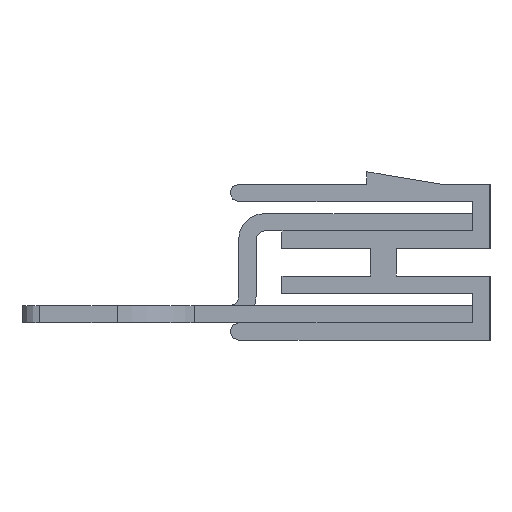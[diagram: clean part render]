
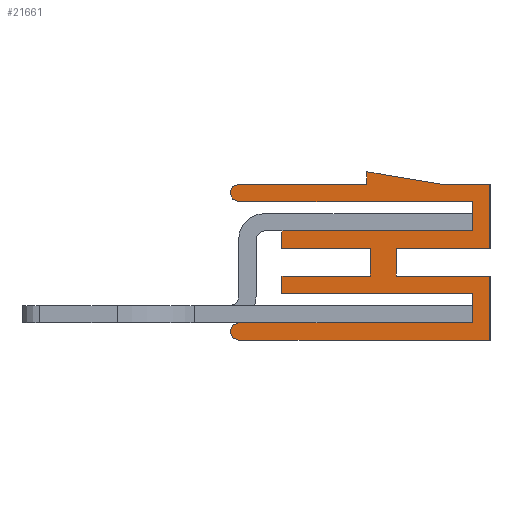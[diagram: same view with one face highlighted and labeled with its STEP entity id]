
A CAD part, left-side view. The second image highlights one B-rep face of the part: STEP entity #21661.
In plain terms, the highlighted planar face has unit normal (-1, 0, 0).
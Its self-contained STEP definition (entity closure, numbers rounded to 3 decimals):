
#14=CARTESIAN_POINT('',(-500.,7.6,3.197));
#15=DIRECTION('',(1.,0.,0.));
#16=DIRECTION('',(0.,0.,-1.));
#17=AXIS2_PLACEMENT_3D('',#14,#15,#16);
#19=DIRECTION('',(0.,-0.986,-0.164));
#20=VECTOR('',#19,4.362);
#21=CARTESIAN_POINT('',(-500.,0.2,4.414));
#22=LINE('',#21,#20);
#23=CARTESIAN_POINT('',(-500.,7.6,-4.8));
#24=DIRECTION('',(1.,0.,0.));
#25=DIRECTION('',(0.,0.,-1.));
#26=AXIS2_PLACEMENT_3D('',#23,#24,#25);
#608=DIRECTION('',(0.,1.,0.));
#609=VECTOR('',#608,13.5);
#610=CARTESIAN_POINT('',(-500.,-5.9,-4.3));
#611=LINE('',#610,#609);
#632=DIRECTION('',(0.,0.,-1.));
#633=VECTOR('',#632,1.7);
#634=CARTESIAN_POINT('',(-500.,-5.9,-2.6));
#635=LINE('',#634,#633);
#3038=DIRECTION('',(0.,-1.,0.));
#3039=VECTOR('',#3038,7.6);
#3040=CARTESIAN_POINT('',(-500.,7.6,-5.3));
#3041=LINE('',#3040,#3039);
#3046=DIRECTION('',(0.,-1.,0.));
#3047=VECTOR('',#3046,6.9);
#3048=CARTESIAN_POINT('',(-500.,0.,-5.3));
#3049=LINE('',#3048,#3047);
#3054=DIRECTION('',(0.,0.,1.));
#3055=VECTOR('',#3054,3.7);
#3056=CARTESIAN_POINT('',(-500.,-6.9,-5.3));
#3057=LINE('',#3056,#3055);
#3062=DIRECTION('',(0.,1.,0.));
#3063=VECTOR('',#3062,5.4);
#3064=CARTESIAN_POINT('',(-500.,-6.9,-1.6));
#3065=LINE('',#3064,#3063);
#3070=DIRECTION('',(0.,0.,1.));
#3071=VECTOR('',#3070,1.6);
#3072=CARTESIAN_POINT('',(-500.,-1.5,-1.6));
#3073=LINE('',#3072,#3071);
#3078=DIRECTION('',(0.,-1.,0.));
#3079=VECTOR('',#3078,5.4);
#3080=CARTESIAN_POINT('',(-500.,-1.5,0.));
#3081=LINE('',#3080,#3079);
#3086=DIRECTION('',(0.,0.,1.));
#3087=VECTOR('',#3086,3.697);
#3088=CARTESIAN_POINT('',(-500.,-6.9,0.));
#3089=LINE('',#3088,#3087);
#3094=DIRECTION('',(0.,1.,0.));
#3095=VECTOR('',#3094,2.797);
#3096=CARTESIAN_POINT('',(-500.,-6.9,3.697));
#3097=LINE('',#3096,#3095);
#3106=DIRECTION('',(0.,0.,-1.));
#3107=VECTOR('',#3106,0.717);
#3108=CARTESIAN_POINT('',(-500.,0.2,4.414));
#3109=LINE('',#3108,#3107);
#3114=DIRECTION('',(0.,1.,0.));
#3115=VECTOR('',#3114,7.4);
#3116=CARTESIAN_POINT('',(-500.,0.2,3.697));
#3117=LINE('',#3116,#3115);
#3126=DIRECTION('',(0.,-1.,0.));
#3127=VECTOR('',#3126,13.5);
#3128=CARTESIAN_POINT('',(-500.,7.6,2.697));
#3129=LINE('',#3128,#3127);
#3146=DIRECTION('',(0.,0.,-1.));
#3147=VECTOR('',#3146,1.697);
#3148=CARTESIAN_POINT('',(-500.,-5.9,2.697));
#3149=LINE('',#3148,#3147);
#3600=DIRECTION('',(0.,1.,0.));
#3601=VECTOR('',#3600,11.);
#3602=CARTESIAN_POINT('',(-500.,-5.9,1.));
#3603=LINE('',#3602,#3601);
#4270=DIRECTION('',(0.,0.,-1.));
#4271=VECTOR('',#4270,1.);
#4272=CARTESIAN_POINT('',(-500.,5.1,1.));
#4273=LINE('',#4272,#4271);
#4486=DIRECTION('',(0.,-1.,0.));
#4487=VECTOR('',#4486,5.1);
#4488=CARTESIAN_POINT('',(-500.,5.1,0.));
#4489=LINE('',#4488,#4487);
#4494=DIRECTION('',(0.,0.,-1.));
#4495=VECTOR('',#4494,1.6);
#4496=CARTESIAN_POINT('',(-500.,0.,0.));
#4497=LINE('',#4496,#4495);
#4502=DIRECTION('',(0.,1.,0.));
#4503=VECTOR('',#4502,5.1);
#4504=CARTESIAN_POINT('',(-500.,0.,-1.6));
#4505=LINE('',#4504,#4503);
#4510=DIRECTION('',(0.,0.,-1.));
#4511=VECTOR('',#4510,1.);
#4512=CARTESIAN_POINT('',(-500.,5.1,-1.6));
#4513=LINE('',#4512,#4511);
#4518=DIRECTION('',(0.,-1.,0.));
#4519=VECTOR('',#4518,11.);
#4520=CARTESIAN_POINT('',(-500.,5.1,-2.6));
#4521=LINE('',#4520,#4519);
#16558=CARTESIAN_POINT('',(-500.,-5.9,-4.3));
#16559=CARTESIAN_POINT('',(-500.,7.6,-4.3));
#16560=VERTEX_POINT('',#16558);
#16561=VERTEX_POINT('',#16559);
#16562=CARTESIAN_POINT('',(-500.,-5.9,-2.6));
#16563=VERTEX_POINT('',#16562);
#16564=CARTESIAN_POINT('',(-500.,5.1,-2.6));
#16565=VERTEX_POINT('',#16564);
#16566=CARTESIAN_POINT('',(-500.,5.1,-1.6));
#16567=VERTEX_POINT('',#16566);
#16568=CARTESIAN_POINT('',(-500.,0.,-1.6));
#16569=VERTEX_POINT('',#16568);
#16570=CARTESIAN_POINT('',(-500.,0.,0.));
#16571=VERTEX_POINT('',#16570);
#16572=CARTESIAN_POINT('',(-500.,5.1,0.));
#16573=VERTEX_POINT('',#16572);
#16574=CARTESIAN_POINT('',(-500.,5.1,1.));
#16575=VERTEX_POINT('',#16574);
#16576=CARTESIAN_POINT('',(-500.,-5.9,1.));
#16577=VERTEX_POINT('',#16576);
#16578=CARTESIAN_POINT('',(-500.,-5.9,2.697));
#16579=VERTEX_POINT('',#16578);
#16580=CARTESIAN_POINT('',(-500.,7.6,2.697));
#16581=VERTEX_POINT('',#16580);
#16582=CARTESIAN_POINT('',(-500.,7.6,3.697));
#16583=VERTEX_POINT('',#16582);
#16584=CARTESIAN_POINT('',(-500.,0.2,3.697));
#16585=VERTEX_POINT('',#16584);
#16586=CARTESIAN_POINT('',(-500.,0.2,4.414));
#16587=VERTEX_POINT('',#16586);
#16588=CARTESIAN_POINT('',(-500.,-4.103,3.697));
#16589=VERTEX_POINT('',#16588);
#16590=CARTESIAN_POINT('',(-500.,-6.9,3.697));
#16591=VERTEX_POINT('',#16590);
#16592=CARTESIAN_POINT('',(-500.,-6.9,0.));
#16593=VERTEX_POINT('',#16592);
#16594=CARTESIAN_POINT('',(-500.,-1.5,0.));
#16595=VERTEX_POINT('',#16594);
#16596=CARTESIAN_POINT('',(-500.,-1.5,-1.6));
#16597=VERTEX_POINT('',#16596);
#16598=CARTESIAN_POINT('',(-500.,-6.9,-1.6));
#16599=VERTEX_POINT('',#16598);
#16600=CARTESIAN_POINT('',(-500.,-6.9,-5.3));
#16601=VERTEX_POINT('',#16600);
#16602=CARTESIAN_POINT('',(-500.,0.,-5.3));
#16603=VERTEX_POINT('',#16602);
#16604=CARTESIAN_POINT('',(-500.,7.6,-5.3));
#16605=VERTEX_POINT('',#16604);
#21606=CARTESIAN_POINT('',(-500.,0.603,-0.443));
#21607=DIRECTION('',(1.,0.,0.));
#21608=DIRECTION('',(0.,0.,-1.));
#21609=AXIS2_PLACEMENT_3D('',#21606,#21607,#21608);
#21610=PLANE('',#21609);
#21612=ORIENTED_EDGE('',*,*,#21611,.F.);
#21614=ORIENTED_EDGE('',*,*,#21613,.F.);
#21616=ORIENTED_EDGE('',*,*,#21615,.F.);
#21618=ORIENTED_EDGE('',*,*,#21617,.F.);
#21620=ORIENTED_EDGE('',*,*,#21619,.F.);
#21622=ORIENTED_EDGE('',*,*,#21621,.F.);
#21624=ORIENTED_EDGE('',*,*,#21623,.F.);
#21626=ORIENTED_EDGE('',*,*,#21625,.F.);
#21628=ORIENTED_EDGE('',*,*,#21627,.F.);
#21630=ORIENTED_EDGE('',*,*,#21629,.F.);
#21632=ORIENTED_EDGE('',*,*,#21631,.F.);
#21634=ORIENTED_EDGE('',*,*,#21633,.T.);
#21636=ORIENTED_EDGE('',*,*,#21635,.F.);
#21638=ORIENTED_EDGE('',*,*,#21637,.F.);
#21640=ORIENTED_EDGE('',*,*,#21639,.T.);
#21642=ORIENTED_EDGE('',*,*,#21641,.F.);
#21644=ORIENTED_EDGE('',*,*,#21643,.F.);
#21646=ORIENTED_EDGE('',*,*,#21645,.F.);
#21648=ORIENTED_EDGE('',*,*,#21647,.F.);
#21650=ORIENTED_EDGE('',*,*,#21649,.F.);
#21652=ORIENTED_EDGE('',*,*,#21651,.F.);
#21654=ORIENTED_EDGE('',*,*,#21653,.F.);
#21656=ORIENTED_EDGE('',*,*,#21655,.F.);
#21658=ORIENTED_EDGE('',*,*,#21657,.T.);
#21659=EDGE_LOOP('',(#21612,#21614,#21616,#21618,#21620,#21622,#21624,#21626,
#21628,#21630,#21632,#21634,#21636,#21638,#21640,#21642,#21644,#21646,#21648,
#21650,#21652,#21654,#21656,#21658));
#21660=FACE_OUTER_BOUND('',#21659,.F.);
#18=CIRCLE('',#17,0.5);
#27=CIRCLE('',#26,0.5);
#21611=EDGE_CURVE('',#16560,#16561,#611,.T.);
#21613=EDGE_CURVE('',#16563,#16560,#635,.T.);
#21615=EDGE_CURVE('',#16565,#16563,#4521,.T.);
#21617=EDGE_CURVE('',#16567,#16565,#4513,.T.);
#21619=EDGE_CURVE('',#16569,#16567,#4505,.T.);
#21621=EDGE_CURVE('',#16571,#16569,#4497,.T.);
#21623=EDGE_CURVE('',#16573,#16571,#4489,.T.);
#21625=EDGE_CURVE('',#16575,#16573,#4273,.T.);
#21627=EDGE_CURVE('',#16577,#16575,#3603,.T.);
#21629=EDGE_CURVE('',#16579,#16577,#3149,.T.);
#21631=EDGE_CURVE('',#16581,#16579,#3129,.T.);
#21633=EDGE_CURVE('',#16581,#16583,#18,.T.);
#21635=EDGE_CURVE('',#16585,#16583,#3117,.T.);
#21637=EDGE_CURVE('',#16587,#16585,#3109,.T.);
#21639=EDGE_CURVE('',#16587,#16589,#22,.T.);
#21641=EDGE_CURVE('',#16591,#16589,#3097,.T.);
#21643=EDGE_CURVE('',#16593,#16591,#3089,.T.);
#21645=EDGE_CURVE('',#16595,#16593,#3081,.T.);
#21647=EDGE_CURVE('',#16597,#16595,#3073,.T.);
#21649=EDGE_CURVE('',#16599,#16597,#3065,.T.);
#21651=EDGE_CURVE('',#16601,#16599,#3057,.T.);
#21653=EDGE_CURVE('',#16603,#16601,#3049,.T.);
#21655=EDGE_CURVE('',#16605,#16603,#3041,.T.);
#21657=EDGE_CURVE('',#16605,#16561,#27,.T.);
#21661=ADVANCED_FACE('',(#21660),#21610,.F.);
